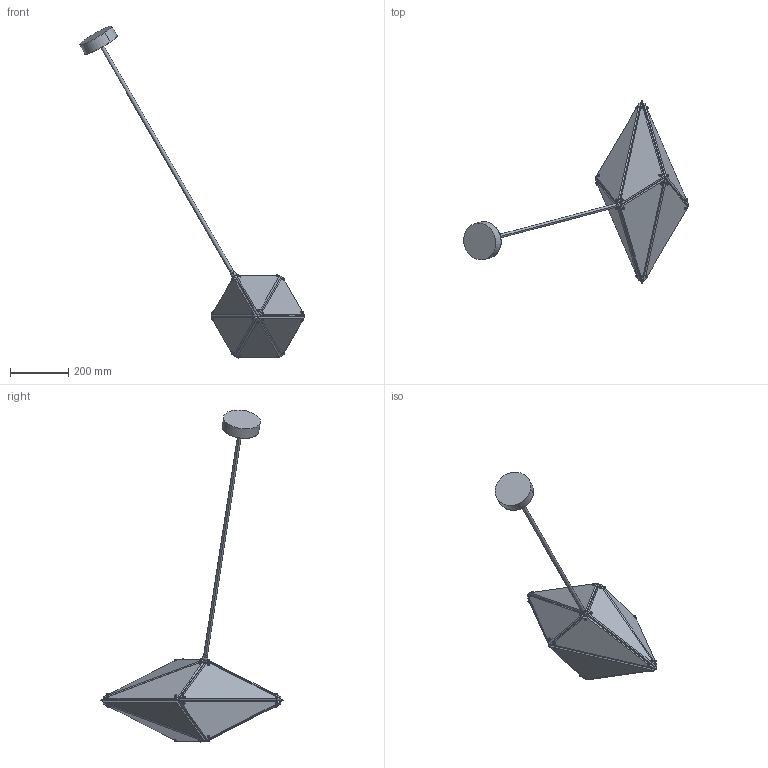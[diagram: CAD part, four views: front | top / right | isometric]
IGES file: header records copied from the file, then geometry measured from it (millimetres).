
Start section: SolidWorks IGES file using analytic representation for surfaces
Global section: file name: MAX24H - Maxhedron 24 inches - Horizontal.IGS; native system: SolidWorks 2015; preprocessor: SolidWorks 2015; author: Design; date: 190325.121055; units: millimetre
Bounding box: 769.84 x 625.12 x 1137.31 mm (x, y, z)
Surface area: 793713.9 mm2 (no closed solid volume)
Topology: 0 solids, 2 shells, 598 faces, 1506 edges, 862 vertices
Faces by surface type: plane 370, revolution 228
